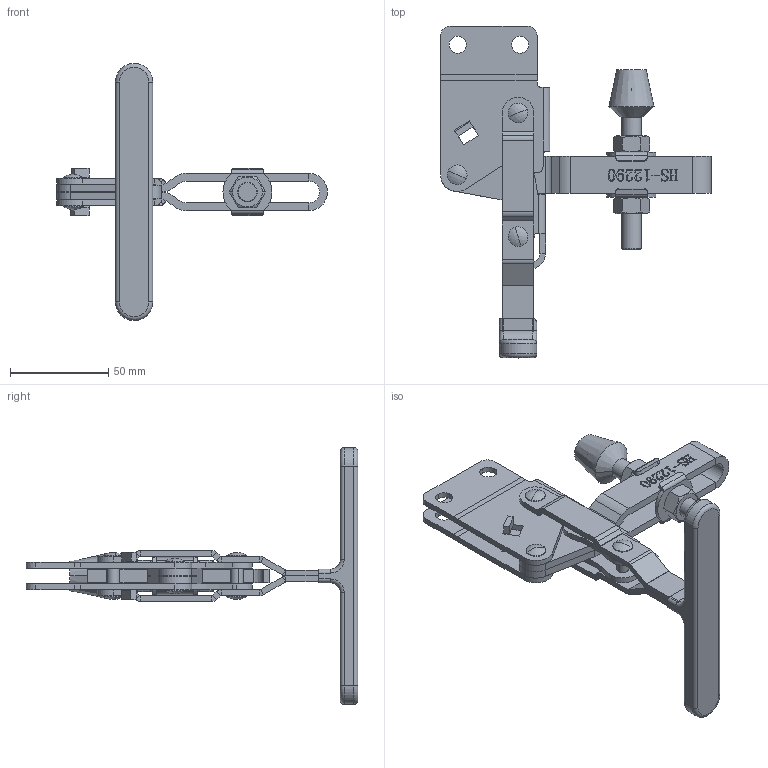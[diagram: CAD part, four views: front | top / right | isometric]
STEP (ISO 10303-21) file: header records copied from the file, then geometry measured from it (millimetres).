
FILE_DESCRIPTION (( 'STEP AP203' ), '1' );
FILE_NAME ('HS-12290.STEP', '2019-09-23T07:24:11', ( '微软用户' ), ( '微软中国' ), 'SwSTEP 2.0', 'SolidWorks 2012', '' );
FILE_SCHEMA (( 'CONFIG_CONTROL_DESIGN' ));
Length unit declared in the file: millimetre
Products named in the file (14): T忒梟蚾饜极; T忒梟; T忒參1; 眻菁釱; HS-12290; hex nuts, style 1-grades ab gb_GB_FASTENER_NUT_SNAB1 M10-N; FW-380; 酗种; 傻种; 蟀裝; 揤參蚾饜极; hexagon head bolts-full thread gb_GB_FASTENER_BOLT_STBAB A M10X80-C; 揤輸; 揤參
Assembly tree (18 placements, depth 3):
  HS-12290
    眻菁釱
    T忒梟蚾饜极
      T忒參1
      T忒梟  x2
    揤參蚾饜极
      揤參
      揤輸
      hexagon head bolts-full thread gb_GB_FASTENER_BOLT_STBAB A M10X80-C
    蟀裝
    傻种  x2
    酗种  x2
    FW-380  x2
    hex nuts, style 1-grades ab gb_GB_FASTENER_NUT_SNAB1 M10-N  x2
Bounding box: 138 x 168.99 x 131 mm (x, y, z)
Volume: 104646.3 mm3; surface area: 66003.7 mm2
Topology: 16 solids, 16 shells, 855 faces, 2160 edges, 1370 vertices
Faces by surface type: plane 460, cylinder 199, bspline 142, cone 30, sphere 16, torus 8
Entity records: 30852 total; most frequent: CARTESIAN_POINT 12116, ORIENTED_EDGE 3764, DIRECTION 3146, EDGE_CURVE 1882, VERTEX_POINT 1202, LINE 1190, VECTOR 1190, AXIS2_PLACEMENT_3D 978
